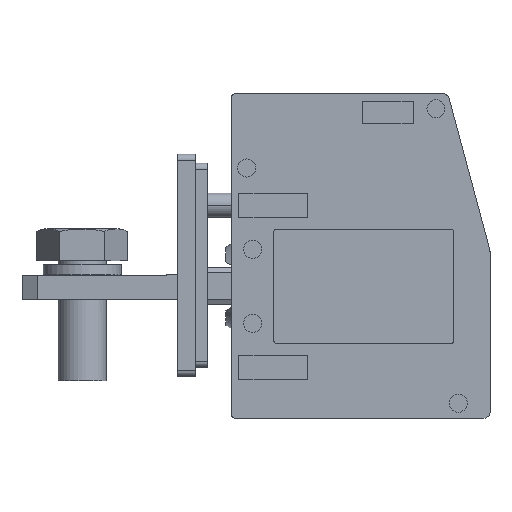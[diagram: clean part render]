
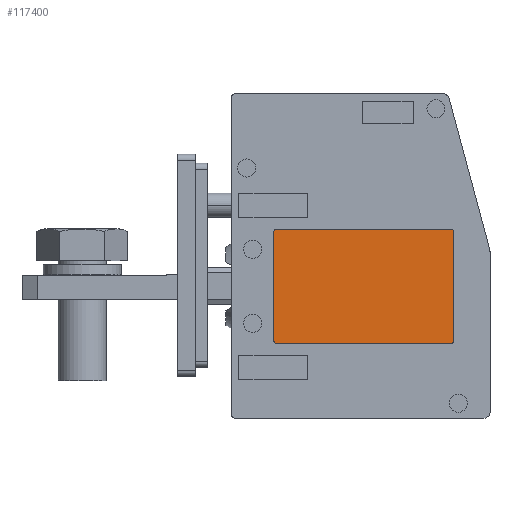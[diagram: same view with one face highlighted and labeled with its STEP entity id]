
A CAD part, left-side view. The second image highlights one B-rep face of the part: STEP entity #117400.
In plain terms, the highlighted face is planar.
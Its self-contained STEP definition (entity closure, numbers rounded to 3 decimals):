
#115980=CARTESIAN_POINT('',(-50.242,-19.406,
-17.45));
#115990=VERTEX_POINT('',#115980);
#116020=CARTESIAN_POINT('',(-49.742,-19.406,
-17.45));
#116030=DIRECTION('',(0.,0.,-1.));
#116040=DIRECTION('',(-1.,0.,0.));
#116050=AXIS2_PLACEMENT_3D('',#116020,#116030,#116040);
#116060=CIRCLE('',#116050,0.5);
#116070=CARTESIAN_POINT('',(-49.742,-18.906,
-17.45));
#116080=VERTEX_POINT('',#116070);
#116090=EDGE_CURVE('',#115990,#116080,#116060,.T.);
#116370=CARTESIAN_POINT('',(-50.242,-37.406,
-17.45));
#116380=VERTEX_POINT('',#116370);
#116410=CARTESIAN_POINT('',(-50.242,-50.306,
-17.45));
#116420=DIRECTION('',(0.,1.,0.));
#116430=VECTOR('',#116420,1.);
#116440=LINE('',#116410,#116430);
#116450=EDGE_CURVE('',#116380,#115990,#116440,.T.);
#116680=CARTESIAN_POINT('',(-49.742,-37.906,
-17.45));
#116690=VERTEX_POINT('',#116680);
#116720=CARTESIAN_POINT('',(-49.742,-37.406,
-17.45));
#116730=DIRECTION('',(0.,0.,-1.));
#116740=DIRECTION('',(-1.,0.,0.));
#116750=AXIS2_PLACEMENT_3D('',#116720,#116730,#116740);
#116760=CIRCLE('',#116750,0.5);
#116770=EDGE_CURVE('',#116690,#116380,#116760,.T.);
#116900=CARTESIAN_POINT('',(87.149,-23.356,
-17.45));
#116910=DIRECTION('',(0.,0.,-1.));
#116920=DIRECTION('',(-1.,0.,0.));
#116930=AXIS2_PLACEMENT_3D('',#116900,#116910,#116920);
#116940=PLANE('',#116930);
#116950=CARTESIAN_POINT('',(-20.242,-50.306,
-17.45));
#116960=DIRECTION('',(0.,-1.,0.));
#116970=VECTOR('',#116960,1.);
#116980=LINE('',#116950,#116970);
#116990=CARTESIAN_POINT('',(-20.242,-19.406,
-17.45));
#117000=VERTEX_POINT('',#116990);
#117010=CARTESIAN_POINT('',(-20.242,-37.406,
-17.45));
#117020=VERTEX_POINT('',#117010);
#117030=EDGE_CURVE('',#117000,#117020,#116980,.T.);
#117040=ORIENTED_EDGE('',*,*,#117030,.T.);
#117050=CARTESIAN_POINT('',(-20.742,-19.406,
-17.45));
#117060=DIRECTION('',(0.,0.,-1.));
#117070=DIRECTION('',(-1.,0.,0.));
#117080=AXIS2_PLACEMENT_3D('',#117050,#117060,#117070);
#117090=CIRCLE('',#117080,0.5);
#117100=CARTESIAN_POINT('',(-20.742,-18.906,
-17.45));
#117110=VERTEX_POINT('',#117100);
#117120=EDGE_CURVE('',#117110,#117000,#117090,.T.);
#117130=ORIENTED_EDGE('',*,*,#117120,.T.);
#117140=CARTESIAN_POINT('',(-11.165,-18.906,
-17.45));
#117150=DIRECTION('',(1.,0.,0.));
#117160=VECTOR('',#117150,1.);
#117170=LINE('',#117140,#117160);
#117180=EDGE_CURVE('',#116080,#117110,#117170,.T.);
#117190=ORIENTED_EDGE('',*,*,#117180,.T.);
#117200=ORIENTED_EDGE('',*,*,#116090,.T.);
#117210=ORIENTED_EDGE('',*,*,#116450,.T.);
#117220=ORIENTED_EDGE('',*,*,#116770,.T.);
#117230=CARTESIAN_POINT('',(-11.165,-37.906,
-17.45));
#117240=DIRECTION('',(-1.,0.,0.));
#117250=VECTOR('',#117240,1.);
#117260=LINE('',#117230,#117250);
#117270=CARTESIAN_POINT('',(-20.742,-37.906,
-17.45));
#117280=VERTEX_POINT('',#117270);
#117290=EDGE_CURVE('',#117280,#116690,#117260,.T.);
#117300=ORIENTED_EDGE('',*,*,#117290,.T.);
#117310=CARTESIAN_POINT('',(-20.742,-37.406,
-17.45));
#117320=DIRECTION('',(0.,0.,-1.));
#117330=DIRECTION('',(-1.,0.,0.));
#117340=AXIS2_PLACEMENT_3D('',#117310,#117320,#117330);
#117350=CIRCLE('',#117340,0.5);
#117360=EDGE_CURVE('',#117020,#117280,#117350,.T.);
#117370=ORIENTED_EDGE('',*,*,#117360,.T.);
#117380=EDGE_LOOP('',(#117370,#117300,#117220,#117210,#117200,#117190,
#117130,#117040));
#117390=FACE_OUTER_BOUND('',#117380,.T.);
#117400=ADVANCED_FACE('',(#117390),#116940,.T.);
